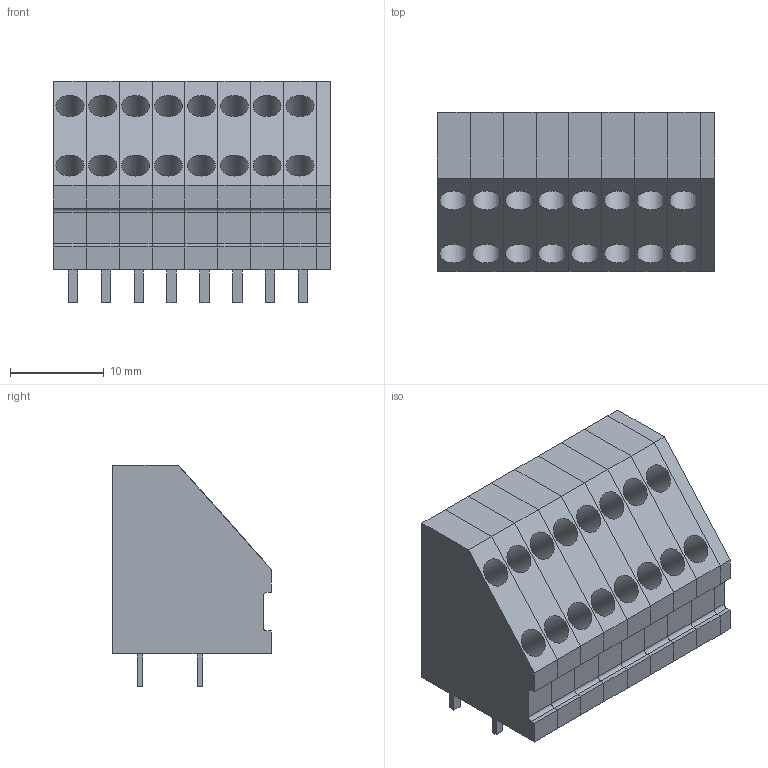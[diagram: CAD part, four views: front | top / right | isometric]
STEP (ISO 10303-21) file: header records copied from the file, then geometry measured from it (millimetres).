
FILE_DESCRIPTION(/* description */ (''),/* implementation_level */ '2;1');
FILE_NAME(/* name */ 'Dinkle 0151-02 v3.step',/* time_stamp */ '2017-12-05T00:04:54+02:00',/* author */ (''),/* organization */ (''),/* preprocessor_version */ 'ST-DEVELOPER v16.13',/* originating_system */ 'Autodesk Translation Framework v6.5.0.72',/* authorisation */ '');
FILE_SCHEMA (('AUTOMOTIVE_DESIGN { 1 0 10303 214 3 1 1 }'));
Length unit declared in the file: millimetre
Products named in the file (3): Dinkle 0151-02; Component1; Component2
Assembly tree (2 placements, depth 3):
  Dinkle 0151-02
    Component1
      Component2
Bounding box: 29.5 x 16.9 x 23.6 mm (x, y, z)
Volume: 7368.2 mm3; surface area: 8566.6 mm2
Topology: 9 solids, 9 shells, 229 faces, 537 edges, 358 vertices
Faces by surface type: plane 195, cylinder 34
Full cylindrical faces by diameter (mm): 3 x16
Entity records: 6546 total; most frequent: CARTESIAN_POINT 1129, ORIENTED_EDGE 1074, DIRECTION 1073, EDGE_CURVE 537, LINE 469, VECTOR 469, VERTEX_POINT 358, AXIS2_PLACEMENT_3D 302
